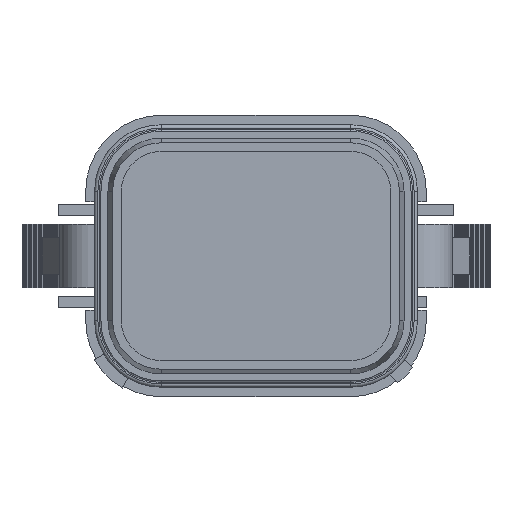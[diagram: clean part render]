
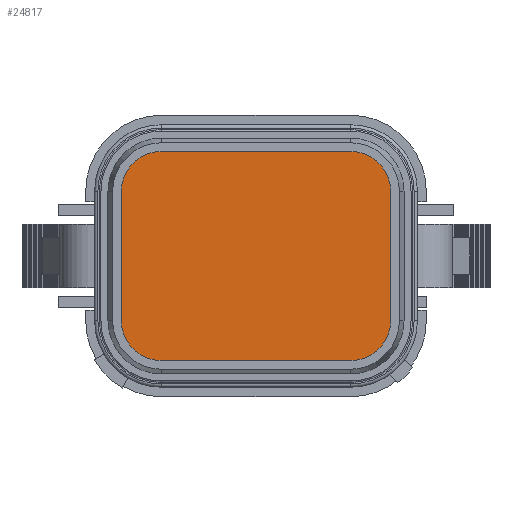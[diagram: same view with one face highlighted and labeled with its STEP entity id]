
A CAD part, front view. The second image highlights one B-rep face of the part: STEP entity #24817.
In plain terms, the highlighted planar face has unit normal (0, -1, 0).
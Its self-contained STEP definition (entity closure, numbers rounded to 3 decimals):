
#1=DIRECTION('',(1.,0.,0.));
#2=VECTOR('',#1,14.9);
#3=CARTESIAN_POINT('',(-7.45,0.,8.225));
#4=LINE('',#3,#2);
#5=CARTESIAN_POINT('',(7.45,0.,5.075));
#6=DIRECTION('',(0.,1.,0.));
#7=DIRECTION('',(0.,0.,1.));
#8=AXIS2_PLACEMENT_3D('',#5,#6,#7);
#10=DIRECTION('',(0.,0.,-1.));
#11=VECTOR('',#10,10.15);
#12=CARTESIAN_POINT('',(10.6,0.,5.075));
#13=LINE('',#12,#11);
#14=CARTESIAN_POINT('',(7.45,0.,-5.075));
#15=DIRECTION('',(0.,1.,0.));
#16=DIRECTION('',(1.,0.,0.));
#17=AXIS2_PLACEMENT_3D('',#14,#15,#16);
#19=DIRECTION('',(-1.,0.,0.));
#20=VECTOR('',#19,14.9);
#21=CARTESIAN_POINT('',(7.45,0.,-8.225));
#22=LINE('',#21,#20);
#23=CARTESIAN_POINT('',(-7.45,0.,-5.075));
#24=DIRECTION('',(0.,1.,0.));
#25=DIRECTION('',(0.,0.,-1.));
#26=AXIS2_PLACEMENT_3D('',#23,#24,#25);
#28=DIRECTION('',(0.,0.,1.));
#29=VECTOR('',#28,10.15);
#30=CARTESIAN_POINT('',(-10.6,0.,-5.075));
#31=LINE('',#30,#29);
#32=CARTESIAN_POINT('',(-7.45,0.,5.075));
#33=DIRECTION('',(0.,1.,0.));
#34=DIRECTION('',(-1.,0.,0.));
#35=AXIS2_PLACEMENT_3D('',#32,#33,#34);
#21494=CARTESIAN_POINT('',(-7.45,0.,8.225));
#21495=CARTESIAN_POINT('',(7.45,0.,8.225));
#21496=VERTEX_POINT('',#21494);
#21497=VERTEX_POINT('',#21495);
#21498=CARTESIAN_POINT('',(10.6,0.,5.075));
#21499=VERTEX_POINT('',#21498);
#21500=CARTESIAN_POINT('',(10.6,0.,-5.075));
#21501=VERTEX_POINT('',#21500);
#21502=CARTESIAN_POINT('',(7.45,0.,-8.225));
#21503=VERTEX_POINT('',#21502);
#21504=CARTESIAN_POINT('',(-7.45,0.,-8.225));
#21505=VERTEX_POINT('',#21504);
#21506=CARTESIAN_POINT('',(-10.6,0.,-5.075));
#21507=VERTEX_POINT('',#21506);
#21508=CARTESIAN_POINT('',(-10.6,0.,5.075));
#21509=VERTEX_POINT('',#21508);
#24794=CARTESIAN_POINT('',(0.,0.,0.));
#24795=DIRECTION('',(0.,1.,0.));
#24796=DIRECTION('',(1.,0.,0.));
#24797=AXIS2_PLACEMENT_3D('',#24794,#24795,#24796);
#24798=PLANE('',#24797);
#24800=ORIENTED_EDGE('',*,*,#24799,.T.);
#24802=ORIENTED_EDGE('',*,*,#24801,.T.);
#24804=ORIENTED_EDGE('',*,*,#24803,.T.);
#24806=ORIENTED_EDGE('',*,*,#24805,.T.);
#24808=ORIENTED_EDGE('',*,*,#24807,.T.);
#24810=ORIENTED_EDGE('',*,*,#24809,.T.);
#24812=ORIENTED_EDGE('',*,*,#24811,.T.);
#24814=ORIENTED_EDGE('',*,*,#24813,.T.);
#24815=EDGE_LOOP('',(#24800,#24802,#24804,#24806,#24808,#24810,#24812,#24814));
#24816=FACE_OUTER_BOUND('',#24815,.F.);
#24817=ADVANCED_FACE('',(#24816),#24798,.F.);
#9=CIRCLE('',#8,3.15);
#18=CIRCLE('',#17,3.15);
#27=CIRCLE('',#26,3.15);
#36=CIRCLE('',#35,3.15);
#24799=EDGE_CURVE('',#21496,#21497,#4,.T.);
#24801=EDGE_CURVE('',#21497,#21499,#9,.T.);
#24803=EDGE_CURVE('',#21499,#21501,#13,.T.);
#24805=EDGE_CURVE('',#21501,#21503,#18,.T.);
#24807=EDGE_CURVE('',#21503,#21505,#22,.T.);
#24809=EDGE_CURVE('',#21505,#21507,#27,.T.);
#24811=EDGE_CURVE('',#21507,#21509,#31,.T.);
#24813=EDGE_CURVE('',#21509,#21496,#36,.T.);
